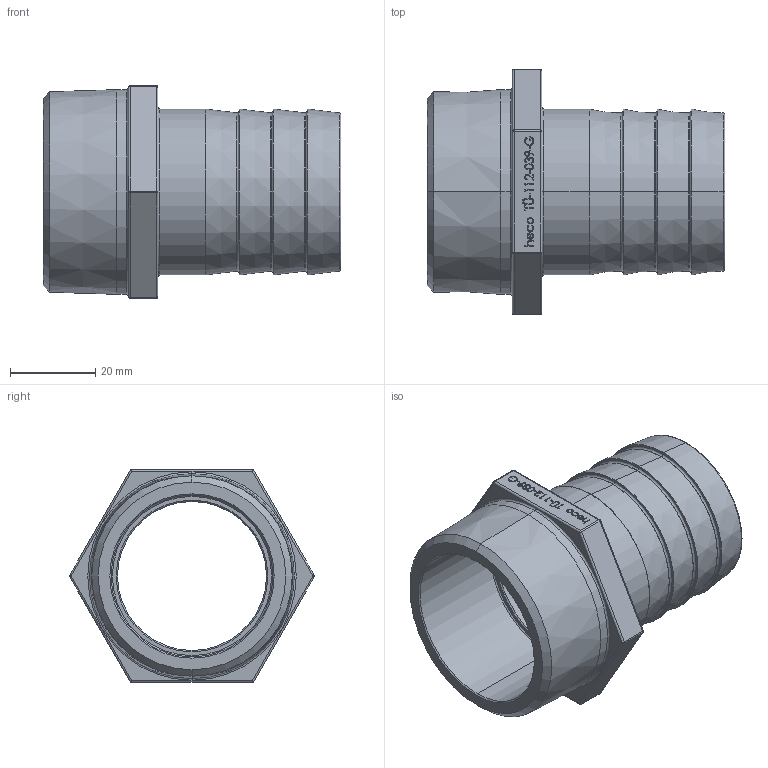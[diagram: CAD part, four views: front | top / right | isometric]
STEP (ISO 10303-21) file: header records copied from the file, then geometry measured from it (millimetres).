
FILE_DESCRIPTION (( 'STEP AP214' ), '1' );
FILE_NAME ('TÜ-112-039-G Tülle.STEP', '2018-05-30T07:19:22', ( '' ), ( '' ), 'SwSTEP 2.0', 'SolidWorks 2016', '' );
FILE_SCHEMA (( 'AUTOMOTIVE_DESIGN' ));
Length unit declared in the file: millimetre
Products named in the file (1): TÜ-112-039-G Tülle
Bounding box: 70 x 57.6 x 50 mm (x, y, z)
Volume: 28647.5 mm3; surface area: 19429.2 mm2
Topology: 1 solids, 1 shells, 281 faces, 688 edges, 430 vertices
Faces by surface type: plane 100, bspline 97, cone 26, cylinder 26, torus 20, sphere 12
Entity records: 15318 total; most frequent: CARTESIAN_POINT 7309, ORIENTED_EDGE 1360, DIRECTION 974, EDGE_CURVE 680, VERTEX_POINT 426, VECTOR 368, LINE 368, EDGE_LOOP 308
